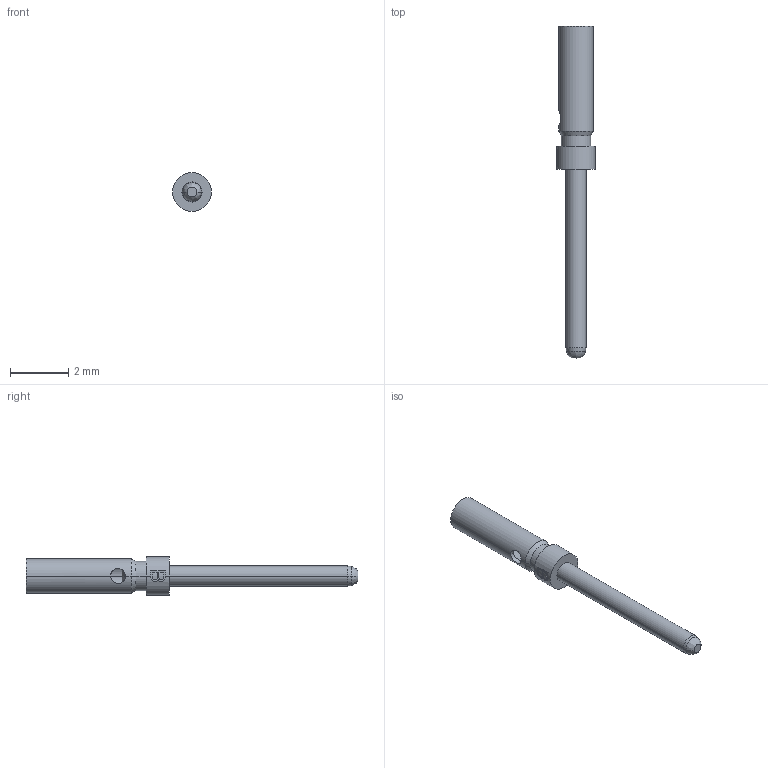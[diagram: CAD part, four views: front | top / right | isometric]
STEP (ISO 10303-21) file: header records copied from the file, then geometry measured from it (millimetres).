
FILE_DESCRIPTION((''),'2;1');
FILE_NAME('00171400102','2019-09-05T',('presta_be4'),(''),'PRO/ENGINEER BY PARAMETRIC TECHNOLOGY CORPORATION, 2014310','PRO/ENGINEER BY PARAMETRIC TECHNOLOGY CORPORATION, 2014310','');
FILE_SCHEMA(('CONFIG_CONTROL_DESIGN'));
Length unit declared in the file: millimetre
Products named in the file (1): 00171400102
Bounding box: 1.33 x 11.38 x 1.33 mm (x, y, z)
Volume: 5.7 mm3; surface area: 44 mm2
Topology: 1 solids, 1 shells, 68 faces, 177 edges, 112 vertices
Faces by surface type: plane 44, cylinder 14, cone 8, bspline 2
Entity records: 2276 total; most frequent: CARTESIAN_POINT 618, ORIENTED_EDGE 350, DIRECTION 311, EDGE_CURVE 175, VERTEX_POINT 112, VECTOR 107, LINE 107, AXIS2_PLACEMENT_3D 102
